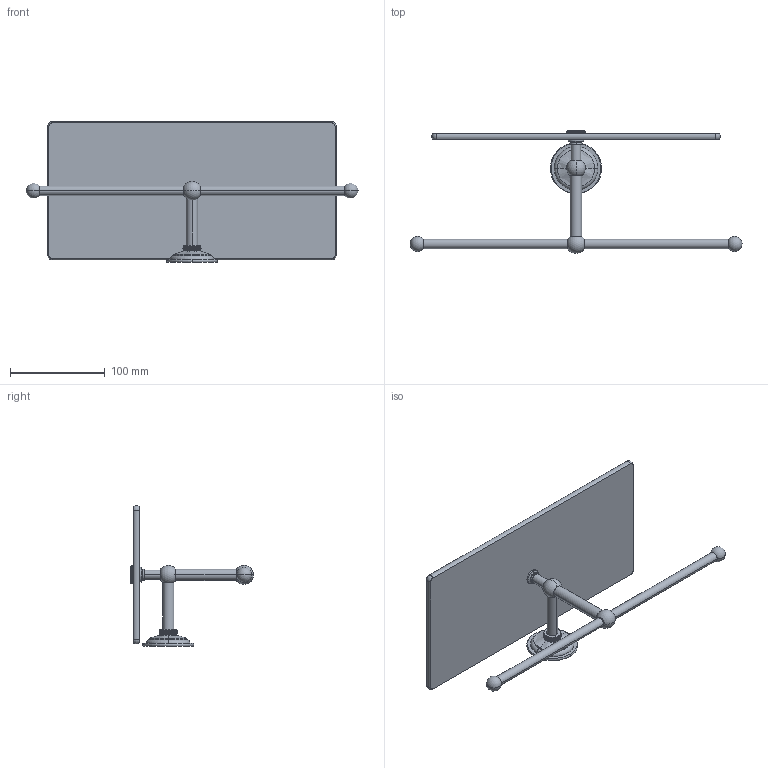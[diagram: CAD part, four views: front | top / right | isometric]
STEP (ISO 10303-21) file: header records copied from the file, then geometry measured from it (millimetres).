
FILE_DESCRIPTION((''),'2;1');
FILE_NAME('2636T','2021-12-17T16:00:37',('jinson.thomas'),(''),'CREO PARAMETRIC BY PTC INC, 2018400','CREO PARAMETRIC BY PTC INC, 2018400','');
FILE_SCHEMA(('CONFIG_CONTROL_DESIGN'));
Length unit declared in the file: inch
Products named in the file (1): 2636T
Bounding box: 350.9 x 129.86 x 148.49 mm (x, y, z)
Volume: 349716.1 mm3; surface area: 118674.3 mm2
Topology: 1 solids, 1 shells, 593 faces, 1377 edges, 793 vertices
Faces by surface type: plane 320, cylinder 116, bspline 97, cone 40, sphere 12, torus 8
Entity records: 22910 total; most frequent: CARTESIAN_POINT 10628, ORIENTED_EDGE 2742, DIRECTION 2299, EDGE_CURVE 1371, AXIS2_PLACEMENT_3D 957, VERTEX_POINT 793, EDGE_LOOP 606, FACE_OUTER_BOUND 593
